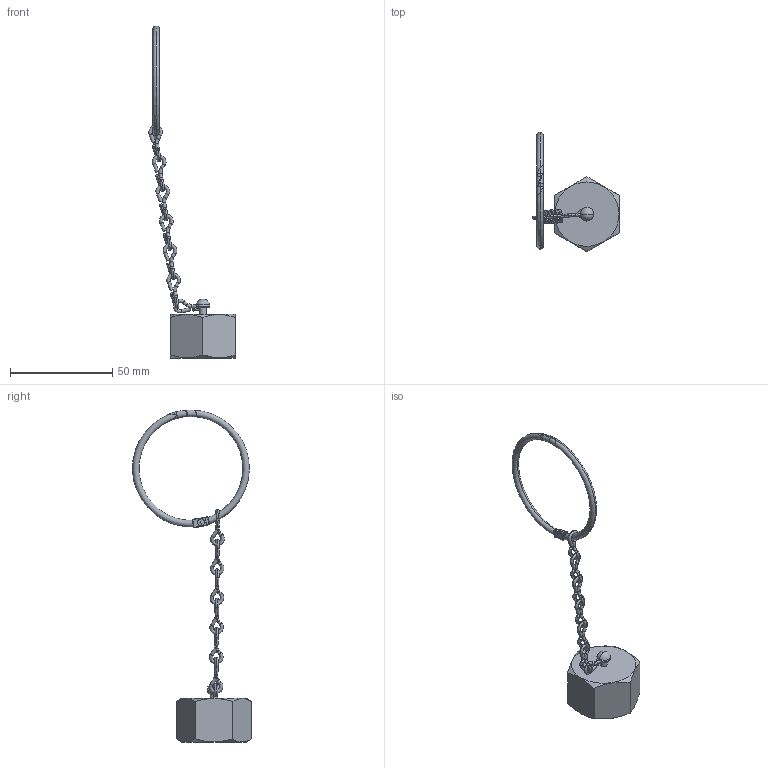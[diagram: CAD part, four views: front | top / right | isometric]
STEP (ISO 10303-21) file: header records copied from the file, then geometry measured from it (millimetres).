
FILE_DESCRIPTION (( 'STEP AP203' ), '1' );
FILE_NAME ('CAP-626SS-PR.STEP', '2025-08-21T17:50:37', ( '' ), ( '' ), 'SwSTEP 2.0', 'SolidWorks 2018', '' );
FILE_SCHEMA (( 'CONFIG_CONTROL_DESIGN' ));
Length unit declared in the file: inch
Products named in the file (9): PRT-002250; ASY-000211_One Link Bent; PRT-004002; CAP-626SS-PR; PRT-002239_STAINLESS; ASY-000282; PRT-002245_RING-2.000D HALF; PRT-002255_LARGE PIN; PRT-002259
Assembly tree (15 placements, depth 3):
  CAP-626SS-PR
    PRT-002250
    PRT-002259
    ASY-000211_One Link Bent
      PRT-002239_STAINLESS  x7
    ASY-000282
      PRT-002245_RING-2.000D HALF  x2
      PRT-002255_LARGE PIN
    PRT-004002
Bounding box: 42.38 x 58.15 x 162.4 mm (x, y, z)
Volume: 14051.8 mm3; surface area: 10485.1 mm2
Topology: 13 solids, 13 shells, 373 faces, 1082 edges, 734 vertices
Faces by surface type: cylinder 123, bspline 93, plane 73, torus 60, sphere 18, cone 6
Entity records: 16270 total; most frequent: CARTESIAN_POINT 9786, ORIENTED_EDGE 1390, DIRECTION 735, EDGE_CURVE 695, VERTEX_POINT 513, B_SPLINE_CURVE_WITH_KNOTS 388, AXIS2_PLACEMENT_3D 273, EDGE_LOOP 220
